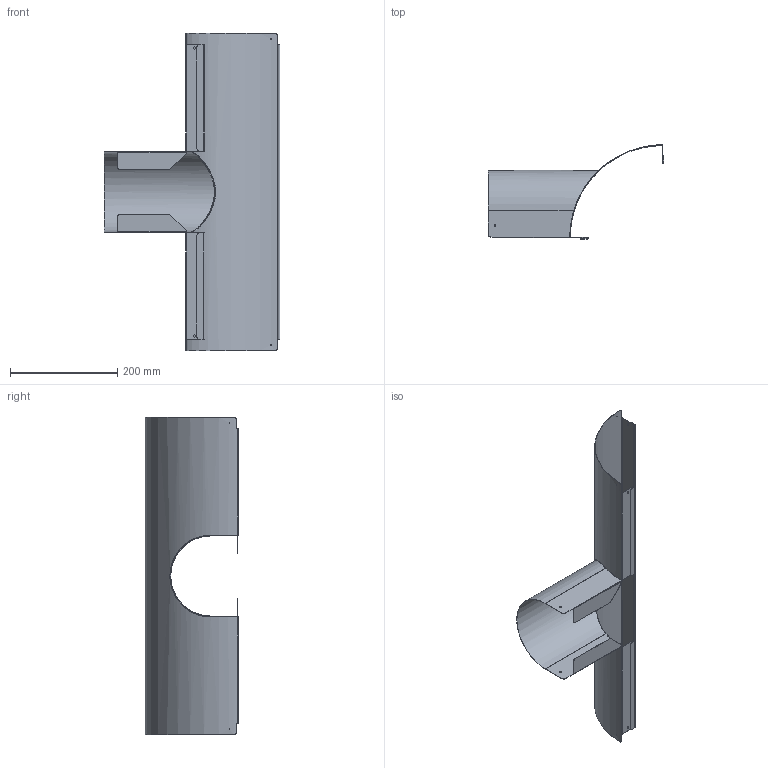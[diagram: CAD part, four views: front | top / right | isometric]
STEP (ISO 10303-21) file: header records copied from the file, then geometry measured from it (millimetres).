
FILE_DESCRIPTION((''),'2;1');
FILE_NAME('MJ50403.stp','2014-03-06T08:01:16',(''),(''),'Autodesk Inventor 2013','Autodesk Inventor 2013','');
FILE_SCHEMA(('AUTOMOTIVE_DESIGN { 1 2 10303 214 0 1 1 1 }'));
Length unit declared in the file: millimetre
Products named in the file (3): MJ50403; 115022; 115023
Assembly tree (2 placements, depth 2):
  MJ50403
    115022
    115023
Bounding box: 326.5 x 174.8 x 590 mm (x, y, z)
Volume: 126184 mm3; surface area: 506465.2 mm2
Topology: 2 solids, 2 shells, 108 faces, 277 edges, 173 vertices
Faces by surface type: plane 62, cylinder 38, bspline 8
Full cylindrical faces by diameter (mm): 3 x2, 4 x4
Entity records: 3870 total; most frequent: CARTESIAN_POINT 1185, ORIENTED_EDGE 540, DIRECTION 532, EDGE_CURVE 270, AXIS2_PLACEMENT_3D 189, VERTEX_POINT 172, VECTOR 154, LINE 154
